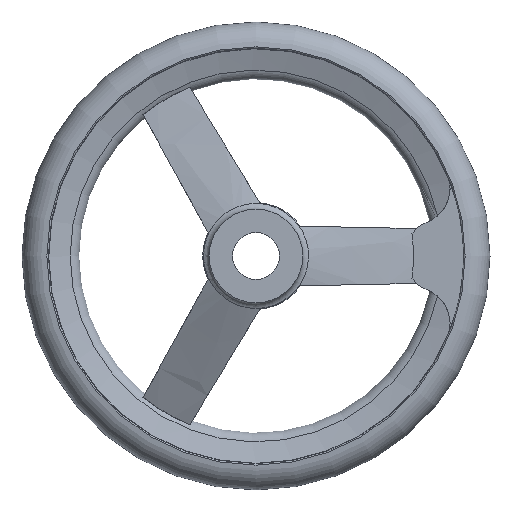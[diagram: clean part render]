
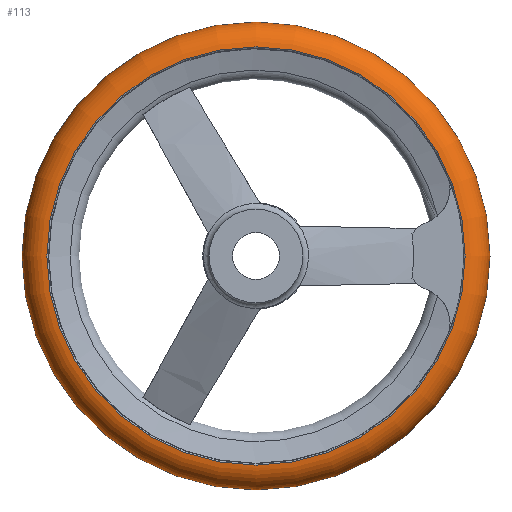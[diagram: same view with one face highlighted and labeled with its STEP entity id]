
A CAD part, front view. The second image highlights one B-rep face of the part: STEP entity #113.
In plain terms, the highlighted toroidal (fillet/blend) face has major radius 80 mm and minor radius 10 mm.
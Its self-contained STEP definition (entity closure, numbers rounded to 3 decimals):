
#113 = ADVANCED_FACE( '', ( #242, #243, #244 ), #245, .T. );
#242 = FACE_BOUND( '', #379, .T. );
#243 = FACE_OUTER_BOUND( '', #380, .T. );
#244 = FACE_OUTER_BOUND( '', #381, .T. );
#245 = TOROIDAL_SURFACE( '', #382, 80., 10. );
#379 = VERTEX_LOOP( '', #635 );
#380 = EDGE_LOOP( '', ( #636 ) );
#381 = EDGE_LOOP( '', ( #637 ) );
#382 = AXIS2_PLACEMENT_3D( '', #638, #639, #640 );
#635 = VERTEX_POINT( '', #850 );
#636 = ORIENTED_EDGE( '', *, *, #796, .T. );
#637 = ORIENTED_EDGE( '', *, *, #851, .F. );
#638 = CARTESIAN_POINT( '', ( 0., 32.5, 0. ) );
#639 = DIRECTION( '', ( 0., -1., 0. ) );
#640 = DIRECTION( '', ( 0., 0., -1. ) );
#796 = EDGE_CURVE( '', #960, #960, #961, .T. );
#850 = CARTESIAN_POINT( '', ( 0., 32.5, -90. ) );
#851 = EDGE_CURVE( '', #1038, #1038, #1039, .T. );
#960 = VERTEX_POINT( '', #1408 );
#961 = CIRCLE( '', #1409, 80.417 );
#1038 = VERTEX_POINT( '', #1566 );
#1039 = CIRCLE( '', #1567, 80.417 );
#1408 = CARTESIAN_POINT( '', ( 0., 42.491, -80.417 ) );
#1409 = AXIS2_PLACEMENT_3D( '', #1742, #1743, #1744 );
#1566 = CARTESIAN_POINT( '', ( 0., 22.509, -80.417 ) );
#1567 = AXIS2_PLACEMENT_3D( '', #1815, #1816, #1817 );
#1742 = CARTESIAN_POINT( '', ( 0., 42.491, 0. ) );
#1743 = DIRECTION( '', ( 0., -1., 0. ) );
#1744 = DIRECTION( '', ( 0., 0., -1. ) );
#1815 = CARTESIAN_POINT( '', ( 0., 22.509, 0. ) );
#1816 = DIRECTION( '', ( 0., -1., 0. ) );
#1817 = DIRECTION( '', ( 0., 0., -1. ) );
